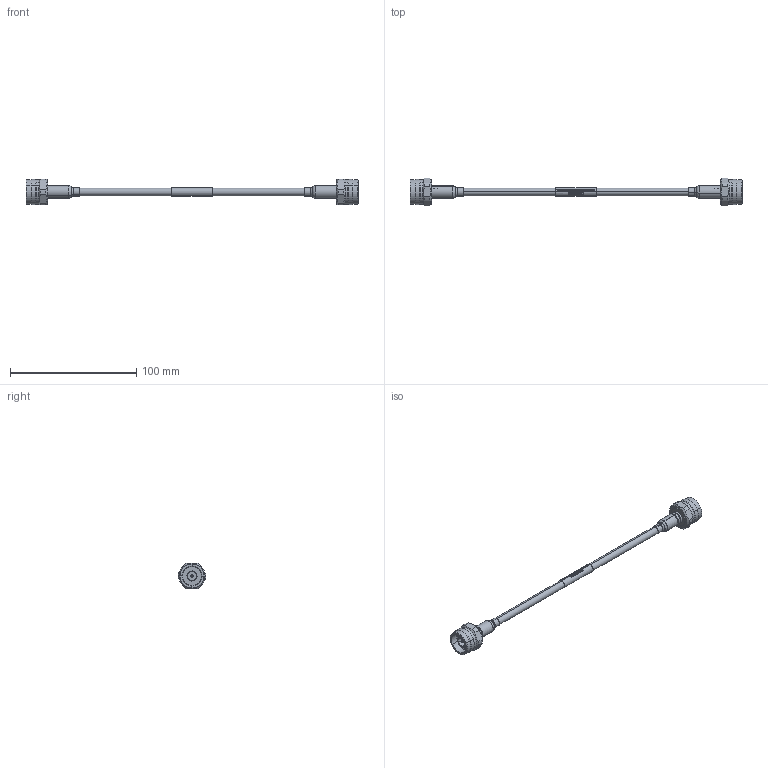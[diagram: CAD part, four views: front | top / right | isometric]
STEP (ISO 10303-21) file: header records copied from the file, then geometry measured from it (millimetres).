
FILE_DESCRIPTION (( 'STEP AP214' ), '1' );
FILE_NAME ('FMC0101245_3D.step', '2024-10-30T17:03:40', ( '' ), ( '' ), 'SwSTEP 2.0', 'SolidWorks 2022', '' );
FILE_SCHEMA (( 'AUTOMOTIVE_DESIGN' ));
Length unit declared in the file: inch
Products named in the file (7): LMR-240-UF^FMC0101245_FM; TC-240-NMH-X_c-contact; Heat Shrink^FMC0101245_Config 1; TC-240-NMH-X_body; TC-240-NMH-X; FMC0101245_3D; TC-240-NMH-X_ferrule
Assembly tree (8 placements, depth 3):
  FMC0101245_3D
    LMR-240-UF^FMC0101245_FM
    TC-240-NMH-X  x2
      TC-240-NMH-X_body
      TC-240-NMH-X_c-contact
      TC-240-NMH-X_ferrule
    Heat Shrink^FMC0101245_Config 1  x2
Bounding box: 263 x 21.98 x 20.54 mm (x, y, z)
Volume: 15705.4 mm3; surface area: 15669 mm2
Topology: 9 solids, 9 shells, 828 faces, 2064 edges, 1310 vertices
Faces by surface type: bspline 268, plane 240, cylinder 172, cone 124, torus 24
Entity records: 27748 total; most frequent: CARTESIAN_POINT 13412, ORIENTED_EDGE 3432, DIRECTION 1926, EDGE_CURVE 1716, VERTEX_POINT 1115, B_SPLINE_CURVE_WITH_KNOTS 912, EDGE_LOOP 729, AXIS2_PLACEMENT_3D 711
